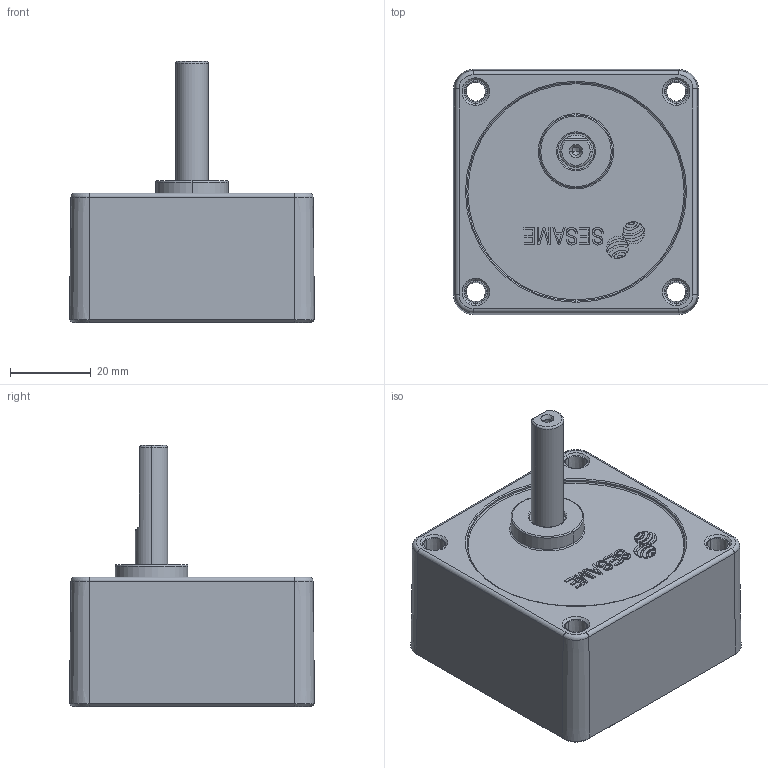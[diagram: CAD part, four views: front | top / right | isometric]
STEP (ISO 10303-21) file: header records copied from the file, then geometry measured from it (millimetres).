
FILE_DESCRIPTION (( 'STEP AP203' ), '1' );
FILE_NAME ('(¼Ð·Ç«~)2GN3-18KE.STEP', '2015-12-09T03:38:24', ( 'SE' ), ( 'SE' ), 'SwSTEP 2.0', 'SolidWorks 2010', '' );
FILE_SCHEMA (( 'CONFIG_CONTROL_DESIGN' ));
Length unit declared in the file: millimetre
Products named in the file (5): 丸頭十字螺絲M3x8_B18.6.7M - M3 x 0.5 x 8 Type I Cross Recessed PHMS --8C; (標準品)2GN3-18KE; G254-HA_5.2GN-L成品(銑工)-沉頭; 2GE側板_2GN單側成品; 2GL_Default
Assembly tree (7 placements, depth 2):
  (標準品)2GN3-18KE
    2GE側板_2GN單側成品
    G254-HA_5.2GN-L成品(銑工)-沉頭
    2GL_Default
    丸頭十字螺絲M3x8_B18.6.7M - M3 x 0.5 x 8 Type I Cross Recessed PHMS --8C  x4
Bounding box: 60.52 x 60.52 x 64.5 mm (x, y, z)
Volume: 104608.3 mm3; surface area: 25677.8 mm2
Topology: 7 solids, 7 shells, 504 faces, 1288 edges, 829 vertices
Faces by surface type: cylinder 210, plane 162, cone 64, bspline 31, torus 29, sphere 8
Entity records: 15859 total; most frequent: CARTESIAN_POINT 4934, DIRECTION 2271, ORIENTED_EDGE 2112, EDGE_CURVE 1056, AXIS2_PLACEMENT_3D 896, VERTEX_POINT 685, CIRCLE 500, VECTOR 479
